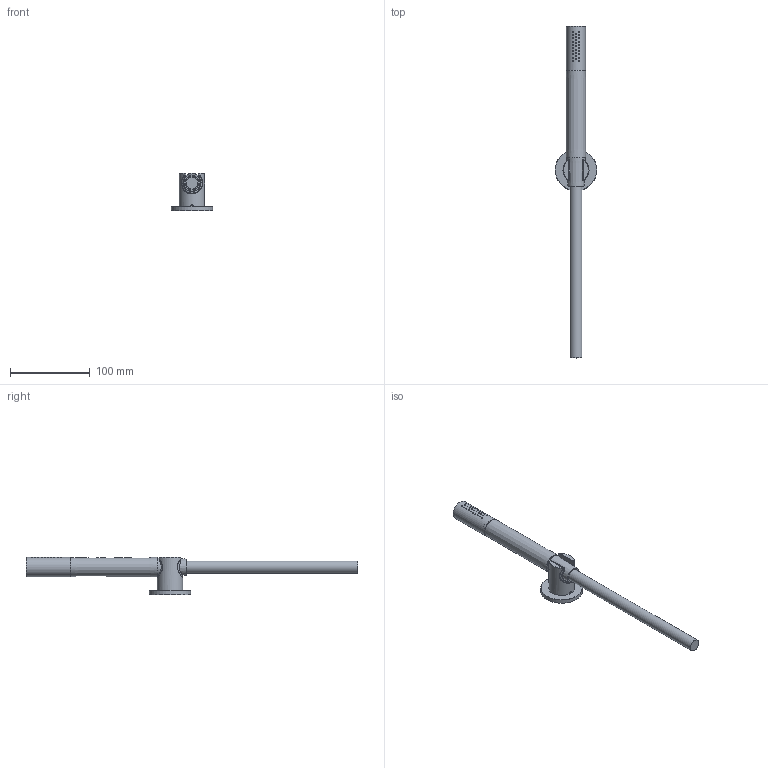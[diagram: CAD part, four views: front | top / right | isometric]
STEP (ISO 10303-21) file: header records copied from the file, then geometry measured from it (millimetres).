
FILE_DESCRIPTION(/* description */ ('Unknown'),/* implementation_level */ '2;1');
FILE_NAME(/* name */ 'AR433-00 Rel1',/* time_stamp */ '2025-01-31T11:27:16+01:00',/* author */ ('Unknown'),/* organization */ ('Unknown'),/* preprocessor_version */ 'ST-DEVELOPER v19.4',/* originating_system */ 'Solid Edge',/* authorisation */ 'Unknown');
FILE_SCHEMA (('AUTOMOTIVE_DESIGN {1 0 10303 214 3 1 1}'));
Length unit declared in the file: millimetre
Products named in the file (14): AR433-00 Rel1; AR514-00 R1_oa_0; AR517-06; AR514-01 R1; AR517-02; AR306-15; AR015-00; AR352-00_oa_1; C063155_00101ZZ INOX; A101064_01500ZZ; M352-002; CV15-01; M352-002-01; M352-002-02
Assembly tree (13 placements, depth 4):
  AR433-00 Rel1
    AR514-00 R1_oa_0
      AR517-06
      AR514-01 R1
      AR517-02
      AR306-15
    AR015-00
    AR352-00_oa_1
      C063155_00101ZZ INOX
      A101064_01500ZZ
      M352-002
        CV15-01
        M352-002-01
        M352-002-02
Bounding box: 52 x 414.99 x 46.63 mm (x, y, z)
Volume: 100464.8 mm3; surface area: 56061 mm2
Topology: 10 solids, 11 shells, 364 faces, 942 edges, 592 vertices
Faces by surface type: plane 137, cylinder 122, bspline 41, cone 32, torus 24, sphere 8
Full cylindrical faces by diameter (mm): 1.2 x29, 2.534 x1, 2.838 x1, 4 x1, 4.865 x1, 5 x1, 6.081 x1, 7.5 x1, 7.7 x1, 8 x1, 9.324 x2, 9.932 x1, 9.934 x1, 12.162 x1, 12.336 x1, 13.682 x1, 14.613 x1, 14.899 x1, 15 x3, 16.5 x1, 18.6 x6, 21.8 x1, 22 x1, 22.1 x1, 24 x1, 31.7 x1, 32.2 x2, 35.2 x1, 39 x1, 48 x1
Entity records: 16355 total; most frequent: CARTESIAN_POINT 7549, ORIENTED_EDGE 1502, DIRECTION 1477, EDGE_CURVE 751, AXIS2_PLACEMENT_3D 601, FACE_BOUND 555, EDGE_LOOP 553, VERTEX_POINT 526
